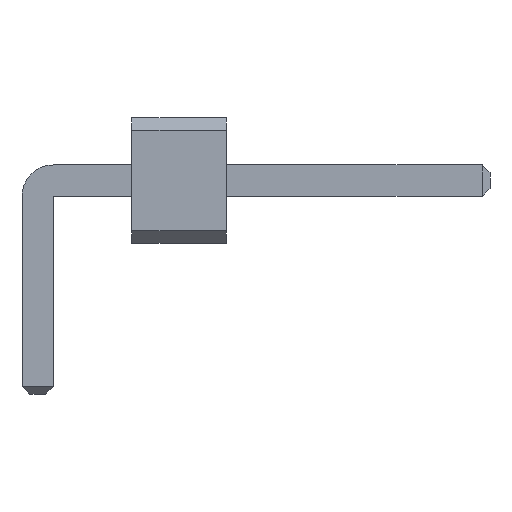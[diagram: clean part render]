
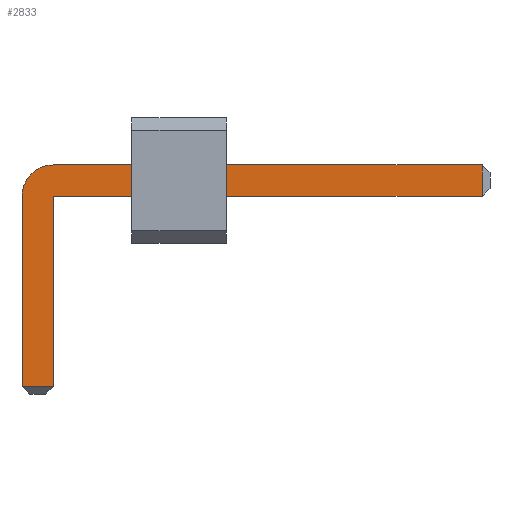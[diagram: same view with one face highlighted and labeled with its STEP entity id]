
A CAD part, front view. The second image highlights one B-rep face of the part: STEP entity #2833.
In plain terms, the highlighted planar face has unit normal (0, -1, 0).
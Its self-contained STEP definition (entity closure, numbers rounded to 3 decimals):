
#13=DIRECTION('',(0.,0.,1.));
#27=VECTOR('',#28,1.);
#28=DIRECTION('',(1.,0.,0.));
#1246=VECTOR('',#13,1.);
#1288=DIRECTION('',(0.,1.,0.));
#2647=VECTOR('',#2648,1.);
#2648=DIRECTION('',(0.,0.,-1.));
#2655=VECTOR('',#2656,1.);
#2656=DIRECTION('',(-1.,0.,0.));
#2677=DIRECTION('',(-0.,1.,0.));
#2687=VERTEX_POINT('',#2688);
#2688=CARTESIAN_POINT('',(0.25,-40.25,1.25));
#2690=ORIENTED_EDGE('',*,*,#2691,.T.);
#2691=EDGE_CURVE('',#2687,#2692,#2694,.T.);
#2692=VERTEX_POINT('',#2693);
#2693=CARTESIAN_POINT('',(7.075,-40.25,1.25));
#2694=LINE('',#2695,#27);
#2695=CARTESIAN_POINT('',(-0.25,-40.25,1.25));
#2731=EDGE_CURVE('',#2732,#2687,#2734,.T.);
#2732=VERTEX_POINT('',#2733);
#2733=CARTESIAN_POINT('',(-0.25,-40.25,0.75));
#2734=CIRCLE('',#2735,0.5);
#2735=AXIS2_PLACEMENT_3D('',#2736,#2677,#2648);
#2736=CARTESIAN_POINT('',(0.25,-40.25,0.75));
#2748=VERTEX_POINT('',#2749);
#2749=CARTESIAN_POINT('',(7.075,-40.25,0.75));
#2751=ORIENTED_EDGE('',*,*,#2752,.T.);
#2752=EDGE_CURVE('',#2748,#2753,#2754,.T.);
#2753=VERTEX_POINT('',#2736);
#2754=LINE('',#2755,#2655);
#2755=CARTESIAN_POINT('',(7.2,-40.25,0.75));
#2767=VERTEX_POINT('',#2768);
#2768=CARTESIAN_POINT('',(-0.25,-40.25,-2.275));
#2770=ORIENTED_EDGE('',*,*,#2771,.T.);
#2771=EDGE_CURVE('',#2767,#2732,#2772,.T.);
#2772=LINE('',#2773,#1246);
#2773=CARTESIAN_POINT('',(-0.25,-40.25,-2.4));
#2781=ORIENTED_EDGE('',*,*,#2782,.T.);
#2782=EDGE_CURVE('',#2753,#2783,#2785,.T.);
#2783=VERTEX_POINT('',#2784);
#2784=CARTESIAN_POINT('',(0.25,-40.25,-2.275));
#2785=LINE('',#2736,#2647);
#2833=ADVANCED_FACE('',(#2834),#2843,.F.);
#2834=FACE_BOUND('',#2835,.F.);
#2835=EDGE_LOOP('',(#2690,#2836,#2751,#2781,#2839,#2770,#2842));
#2836=ORIENTED_EDGE('',*,*,#2837,.T.);
#2837=EDGE_CURVE('',#2692,#2748,#2838,.T.);
#2838=LINE('',#2693,#2647);
#2839=ORIENTED_EDGE('',*,*,#2840,.T.);
#2840=EDGE_CURVE('',#2783,#2767,#2841,.T.);
#2841=LINE('',#2784,#2655);
#2842=ORIENTED_EDGE('',*,*,#2731,.T.);
#2843=PLANE('',#2844);
#2844=AXIS2_PLACEMENT_3D('',#2845,#1288,#13);
#2845=CARTESIAN_POINT('',(2.489,-40.25,0.411));
